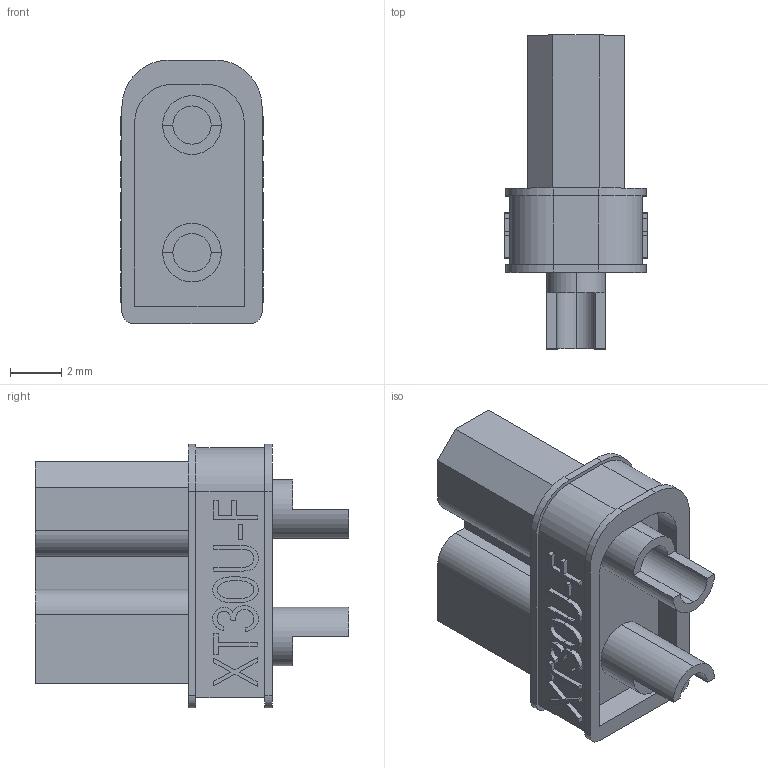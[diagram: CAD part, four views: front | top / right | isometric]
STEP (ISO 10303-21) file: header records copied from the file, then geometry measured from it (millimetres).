
FILE_DESCRIPTION (( 'STEP AP203' ), '1' );
FILE_NAME ('XT30F .STEP', '2021-01-06T11:09:24', ( '' ), ( '' ), 'SwSTEP 2.0', 'SolidWorks 2019', '' );
FILE_SCHEMA (( 'CONFIG_CONTROL_DESIGN' ));
Length unit declared in the file: millimetre
Products named in the file (1): XT30F 
Bounding box: 5.6 x 12.3 x 10.35 mm (x, y, z)
Volume: 252 mm3; surface area: 595.3 mm2
Topology: 1 solids, 1 shells, 238 faces, 636 edges, 424 vertices
Faces by surface type: plane 150, bspline 60, cylinder 28
Entity records: 10945 total; most frequent: CARTESIAN_POINT 5263, ORIENTED_EDGE 1272, DIRECTION 938, EDGE_CURVE 636, VECTOR 452, LINE 452, VERTEX_POINT 424, EDGE_LOOP 262
